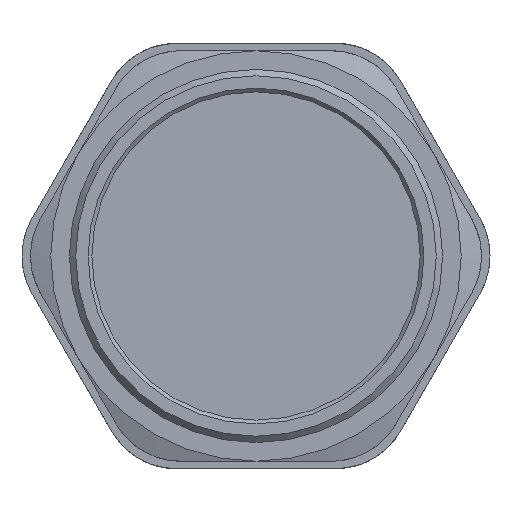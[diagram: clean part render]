
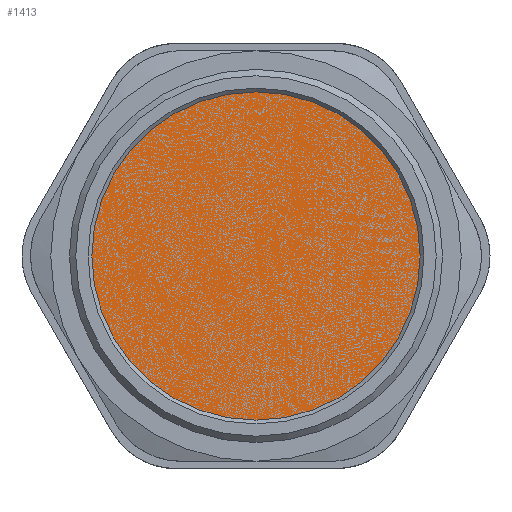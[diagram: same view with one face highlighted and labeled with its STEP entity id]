
A CAD part, front view. The second image highlights one B-rep face of the part: STEP entity #1413.
In plain terms, the highlighted planar face has unit normal (0, 1, 0).
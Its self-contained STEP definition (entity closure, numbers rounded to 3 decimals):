
#273=FACE_OUTER_BOUND('',#362,.T.);
#362=EDGE_LOOP('',(#1218));
#527=CIRCLE('',#1570,25.);
#649=VERTEX_POINT('',#2824);
#840=EDGE_CURVE('',#649,#649,#527,.T.);
#1218=ORIENTED_EDGE('',*,*,#840,.T.);
#1249=PLANE('',#1569);
#1413=ADVANCED_FACE('',(#273),#1249,.T.);
#1569=AXIS2_PLACEMENT_3D('',#2823,#1910,#1911);
#1570=AXIS2_PLACEMENT_3D('',#2825,#1912,#1913);
#1910=DIRECTION('center_axis',(0.,1.,0.));
#1911=DIRECTION('ref_axis',(0.,0.,1.));
#1912=DIRECTION('center_axis',(0.,1.,0.));
#1913=DIRECTION('ref_axis',(1.,0.,0.));
#2823=CARTESIAN_POINT('Origin',(-2.749,-4.726,0.));
#2824=CARTESIAN_POINT('',(-27.749,-4.726,0.));
#2825=CARTESIAN_POINT('Origin',(-2.749,-4.726,0.));
